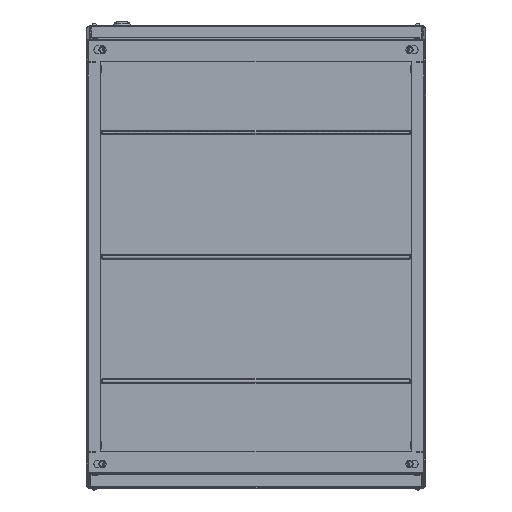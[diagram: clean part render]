
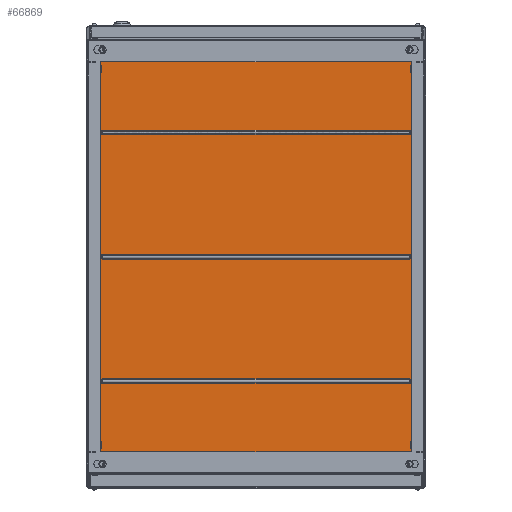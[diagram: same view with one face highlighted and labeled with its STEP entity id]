
A CAD part, front view. The second image highlights one B-rep face of the part: STEP entity #66869.
In plain terms, the highlighted planar face has unit normal (0, -1, 0).
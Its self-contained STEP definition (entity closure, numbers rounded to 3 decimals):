
#173 = VECTOR ( 'NONE', #90699, 1000. ) ;
#715 = EDGE_CURVE ( 'NONE', #9821, #73854, #111451, .T. ) ;
#2528 = EDGE_CURVE ( 'NONE', #97803, #34485, #95172, .T. ) ;
#8388 = CARTESIAN_POINT ( 'NONE',  ( 271.4, 1800., -220. ) ) ;
#8973 = VECTOR ( 'NONE', #128689, 1000. ) ;
#9378 = DIRECTION ( 'NONE',  ( 0., 0., 1. ) ) ;
#9685 = EDGE_CURVE ( 'NONE', #157292, #12587, #14753, .T. ) ;
#9821 = VERTEX_POINT ( 'NONE', #66385 ) ;
#9882 = EDGE_CURVE ( 'NONE', #107770, #91384, #104735, .T. ) ;
#12001 = CARTESIAN_POINT ( 'NONE',  ( -271.4, 1800., 224. ) ) ;
#12005 = DIRECTION ( 'NONE',  ( 0., 0., -1. ) ) ;
#12587 = VERTEX_POINT ( 'NONE', #101595 ) ;
#14113 = ORIENTED_EDGE ( 'NONE', *, *, #715, .F. ) ;
#14753 = CIRCLE ( 'NONE', #20558, 4. ) ;
#15328 = VERTEX_POINT ( 'NONE', #12001 ) ;
#20558 = AXIS2_PLACEMENT_3D ( 'NONE', #8388, #119381, #131918 ) ;
#21111 = LINE ( 'NONE', #58176, #87692 ) ;
#22024 = ORIENTED_EDGE ( 'NONE', *, *, #55696, .T. ) ;
#24242 = VERTEX_POINT ( 'NONE', #64726 ) ;
#24340 = EDGE_LOOP ( 'NONE', ( #83749, #14113, #88317, #100779 ) ) ;
#26388 = EDGE_CURVE ( 'NONE', #91384, #73484, #109738, .T. ) ;
#27951 = CARTESIAN_POINT ( 'NONE',  ( -271.4, 1800., -216. ) ) ;
#29844 = FACE_BOUND ( 'NONE', #33170, .T. ) ;
#30940 = CARTESIAN_POINT ( 'NONE',  ( -271.4, 1800., -224. ) ) ;
#31600 = CARTESIAN_POINT ( 'NONE',  ( 271.4, 1800., 224. ) ) ;
#32500 = DIRECTION ( 'NONE',  ( 1., 0., 0. ) ) ;
#32820 = AXIS2_PLACEMENT_3D ( 'NONE', #61603, #148378, #36899 ) ;
#33109 = CARTESIAN_POINT ( 'NONE',  ( -271.4, 1800., 220. ) ) ;
#33170 = EDGE_LOOP ( 'NONE', ( #57340, #104041, #22024, #85181 ) ) ;
#34485 = VERTEX_POINT ( 'NONE', #82015 ) ;
#36214 = CARTESIAN_POINT ( 'NONE',  ( 300., 1800., 385. ) ) ;
#36899 = DIRECTION ( 'NONE',  ( 0., 0., -1. ) ) ;
#38192 = ORIENTED_EDGE ( 'NONE', *, *, #116370, .T. ) ;
#39916 = VECTOR ( 'NONE', #32500, 1000. ) ;
#41395 = CARTESIAN_POINT ( 'NONE',  ( -271.4, 1800., -4. ) ) ;
#41651 = EDGE_CURVE ( 'NONE', #113993, #24242, #161286, .T. ) ;
#42565 = DIRECTION ( 'NONE',  ( 0., 1., 0. ) ) ;
#44156 = VERTEX_POINT ( 'NONE', #98079 ) ;
#45239 = CARTESIAN_POINT ( 'NONE',  ( -271.4, 1800., -216. ) ) ;
#45795 = EDGE_CURVE ( 'NONE', #73854, #24242, #21111, .T. ) ;
#47008 = CARTESIAN_POINT ( 'NONE',  ( 300., 1800., -385. ) ) ;
#47522 = FACE_BOUND ( 'NONE', #59462, .T. ) ;
#48372 = VECTOR ( 'NONE', #66974, 1000. ) ;
#49806 = ORIENTED_EDGE ( 'NONE', *, *, #157263, .T. ) ;
#51185 = DIRECTION ( 'NONE',  ( 0., 0., -1. ) ) ;
#51280 = CARTESIAN_POINT ( 'NONE',  ( 300., 1800., 385. ) ) ;
#53769 = VECTOR ( 'NONE', #87874, 1000. ) ;
#54944 = CIRCLE ( 'NONE', #93017, 4. ) ;
#55689 = LINE ( 'NONE', #30940, #77150 ) ;
#55696 = EDGE_CURVE ( 'NONE', #138056, #44156, #87929, .T. ) ;
#55764 = CIRCLE ( 'NONE', #73445, 4. ) ;
#56207 = EDGE_CURVE ( 'NONE', #86012, #157292, #107374, .T. ) ;
#57340 = ORIENTED_EDGE ( 'NONE', *, *, #2528, .T. ) ;
#57750 = CARTESIAN_POINT ( 'NONE',  ( -271.4, 1800., -224. ) ) ;
#58176 = CARTESIAN_POINT ( 'NONE',  ( -300., 1800., 385. ) ) ;
#58548 = PLANE ( 'NONE',  #153728 ) ;
#59462 = EDGE_LOOP ( 'NONE', ( #38192, #138590, #68565, #94705 ) ) ;
#59660 = DIRECTION ( 'NONE',  ( 0., 0., -1. ) ) ;
#59990 = DIRECTION ( 'NONE',  ( 0., 1., 0. ) ) ;
#60090 = EDGE_CURVE ( 'NONE', #73484, #15328, #55764, .T. ) ;
#61000 = CARTESIAN_POINT ( 'NONE',  ( 271.4, 1800., 4. ) ) ;
#61356 = CARTESIAN_POINT ( 'NONE',  ( 271.4, 1800., 220. ) ) ;
#61603 = CARTESIAN_POINT ( 'NONE',  ( -271.4, 1800., 0. ) ) ;
#64469 = CARTESIAN_POINT ( 'NONE',  ( -271.4, 1800., 216. ) ) ;
#64726 = CARTESIAN_POINT ( 'NONE',  ( -300., 1800., 385. ) ) ;
#66385 = CARTESIAN_POINT ( 'NONE',  ( 300., 1800., -385. ) ) ;
#66869 = ADVANCED_FACE ( 'NONE', ( #29844, #47522, #96424, #92486 ), #58548, .T. ) ;
#66974 = DIRECTION ( 'NONE',  ( 0., 0., 1. ) ) ;
#67734 = CARTESIAN_POINT ( 'NONE',  ( -271.4, 1800., -4. ) ) ;
#68565 = ORIENTED_EDGE ( 'NONE', *, *, #9685, .T. ) ;
#72267 = DIRECTION ( 'NONE',  ( 0., -1., 0. ) ) ;
#72881 = CARTESIAN_POINT ( 'NONE',  ( 271.4, 1800., 216. ) ) ;
#73445 = AXIS2_PLACEMENT_3D ( 'NONE', #33109, #59990, #96026 ) ;
#73484 = VERTEX_POINT ( 'NONE', #64469 ) ;
#73854 = VERTEX_POINT ( 'NONE', #137972 ) ;
#76862 = EDGE_CURVE ( 'NONE', #12587, #153899, #55689, .T. ) ;
#77150 = VECTOR ( 'NONE', #79670, 1000. ) ;
#79670 = DIRECTION ( 'NONE',  ( -1., 0., 0. ) ) ;
#81603 = LINE ( 'NONE', #103020, #48372 ) ;
#82015 = CARTESIAN_POINT ( 'NONE',  ( -271.4, 1800., 4. ) ) ;
#82730 = LINE ( 'NONE', #143675, #108163 ) ;
#83749 = ORIENTED_EDGE ( 'NONE', *, *, #45795, .F. ) ;
#85181 = ORIENTED_EDGE ( 'NONE', *, *, #149861, .T. ) ;
#85889 = VECTOR ( 'NONE', #152555, 1000. ) ;
#86012 = VERTEX_POINT ( 'NONE', #45239 ) ;
#86433 = DIRECTION ( 'NONE',  ( 0., 1., 0. ) ) ;
#87692 = VECTOR ( 'NONE', #9378, 1000. ) ;
#87874 = DIRECTION ( 'NONE',  ( -1., 0., 0. ) ) ;
#87929 = CIRCLE ( 'NONE', #128589, 4. ) ;
#88317 = ORIENTED_EDGE ( 'NONE', *, *, #120306, .T. ) ;
#90699 = DIRECTION ( 'NONE',  ( -1., 0., 0. ) ) ;
#91384 = VERTEX_POINT ( 'NONE', #72881 ) ;
#92486 = FACE_OUTER_BOUND ( 'NONE', #24340, .T. ) ;
#92807 = DIRECTION ( 'NONE',  ( 0., 0., -1. ) ) ;
#93017 = AXIS2_PLACEMENT_3D ( 'NONE', #116272, #42565, #92807 ) ;
#93152 = LINE ( 'NONE', #41395, #8973 ) ;
#94705 = ORIENTED_EDGE ( 'NONE', *, *, #76862, .T. ) ;
#95172 = CIRCLE ( 'NONE', #32820, 4. ) ;
#96026 = DIRECTION ( 'NONE',  ( 0., 0., -1. ) ) ;
#96205 = DIRECTION ( 'NONE',  ( -1., 0., 0. ) ) ;
#96424 = FACE_BOUND ( 'NONE', #103977, .T. ) ;
#97803 = VERTEX_POINT ( 'NONE', #67734 ) ;
#98079 = CARTESIAN_POINT ( 'NONE',  ( 271.4, 1800., -4. ) ) ;
#100779 = ORIENTED_EDGE ( 'NONE', *, *, #41651, .T. ) ;
#101595 = CARTESIAN_POINT ( 'NONE',  ( 271.4, 1800., -224. ) ) ;
#103020 = CARTESIAN_POINT ( 'NONE',  ( 300., 1800., 385. ) ) ;
#103977 = EDGE_LOOP ( 'NONE', ( #129925, #49806, #116455, #156302 ) ) ;
#104041 = ORIENTED_EDGE ( 'NONE', *, *, #156783, .T. ) ;
#104735 = CIRCLE ( 'NONE', #149374, 4. ) ;
#107374 = LINE ( 'NONE', #27951, #85889 ) ;
#107770 = VERTEX_POINT ( 'NONE', #31600 ) ;
#108163 = VECTOR ( 'NONE', #141502, 1000. ) ;
#109738 = LINE ( 'NONE', #128259, #173 ) ;
#111451 = LINE ( 'NONE', #47008, #150444 ) ;
#113993 = VERTEX_POINT ( 'NONE', #36214 ) ;
#116272 = CARTESIAN_POINT ( 'NONE',  ( -271.4, 1800., -220. ) ) ;
#116370 = EDGE_CURVE ( 'NONE', #153899, #86012, #54944, .T. ) ;
#116455 = ORIENTED_EDGE ( 'NONE', *, *, #9882, .T. ) ;
#119381 = DIRECTION ( 'NONE',  ( 0., 1., 0. ) ) ;
#120306 = EDGE_CURVE ( 'NONE', #9821, #113993, #81603, .T. ) ;
#122376 = CARTESIAN_POINT ( 'NONE',  ( 300., 1800., 385. ) ) ;
#127522 = CARTESIAN_POINT ( 'NONE',  ( 271.4, 1800., 0. ) ) ;
#128259 = CARTESIAN_POINT ( 'NONE',  ( -271.4, 1800., 216. ) ) ;
#128589 = AXIS2_PLACEMENT_3D ( 'NONE', #127522, #140140, #51185 ) ;
#128689 = DIRECTION ( 'NONE',  ( -1., 0., 0. ) ) ;
#129399 = CARTESIAN_POINT ( 'NONE',  ( 271.4, 1800., -216. ) ) ;
#129925 = ORIENTED_EDGE ( 'NONE', *, *, #60090, .T. ) ;
#131918 = DIRECTION ( 'NONE',  ( 0., 0., -1. ) ) ;
#137972 = CARTESIAN_POINT ( 'NONE',  ( -300., 1800., -385. ) ) ;
#138056 = VERTEX_POINT ( 'NONE', #61000 ) ;
#138590 = ORIENTED_EDGE ( 'NONE', *, *, #56207, .T. ) ;
#140140 = DIRECTION ( 'NONE',  ( 0., 1., 0. ) ) ;
#141502 = DIRECTION ( 'NONE',  ( 1., 0., 0. ) ) ;
#143675 = CARTESIAN_POINT ( 'NONE',  ( -271.4, 1800., 224. ) ) ;
#146162 = CARTESIAN_POINT ( 'NONE',  ( -271.4, 1800., 4. ) ) ;
#147450 = LINE ( 'NONE', #146162, #39916 ) ;
#148378 = DIRECTION ( 'NONE',  ( 0., 1., 0. ) ) ;
#149374 = AXIS2_PLACEMENT_3D ( 'NONE', #61356, #86433, #12005 ) ;
#149861 = EDGE_CURVE ( 'NONE', #44156, #97803, #93152, .T. ) ;
#150444 = VECTOR ( 'NONE', #96205, 1000. ) ;
#152555 = DIRECTION ( 'NONE',  ( 1., 0., 0. ) ) ;
#153728 = AXIS2_PLACEMENT_3D ( 'NONE', #122376, #72267, #59660 ) ;
#153899 = VERTEX_POINT ( 'NONE', #57750 ) ;
#156302 = ORIENTED_EDGE ( 'NONE', *, *, #26388, .T. ) ;
#156783 = EDGE_CURVE ( 'NONE', #34485, #138056, #147450, .T. ) ;
#157263 = EDGE_CURVE ( 'NONE', #15328, #107770, #82730, .T. ) ;
#157292 = VERTEX_POINT ( 'NONE', #129399 ) ;
#161286 = LINE ( 'NONE', #51280, #53769 ) ;
